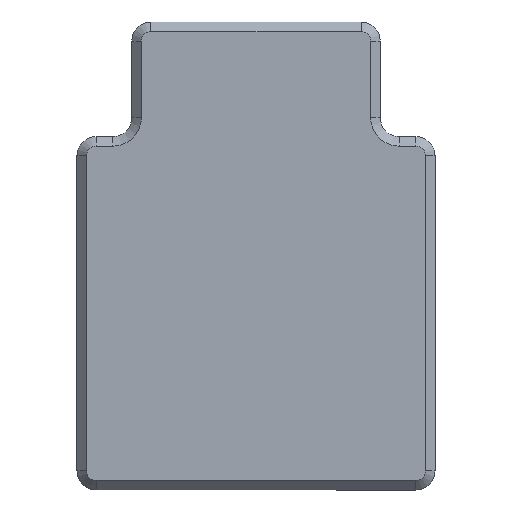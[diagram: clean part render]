
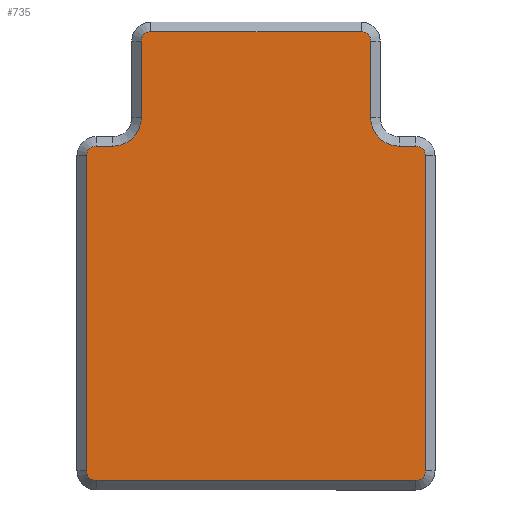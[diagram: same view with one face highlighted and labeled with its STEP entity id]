
A CAD part, front view. The second image highlights one B-rep face of the part: STEP entity #735.
In plain terms, the highlighted planar face has unit normal (0, -1, 0).
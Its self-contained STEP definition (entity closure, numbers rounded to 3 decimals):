
#37=PLANE('',#813);
#77=FACE_OUTER_BOUND('',#121,.T.);
#121=EDGE_LOOP('',(#591,#592,#593,#594,#595,#596,#597,#598,#599,#600,#601,
#602,#603,#604,#605,#606));
#144=CIRCLE('',#771,1.);
#146=CIRCLE('',#775,1.);
#148=CIRCLE('',#779,3.);
#150=CIRCLE('',#783,1.);
#152=CIRCLE('',#787,1.);
#154=CIRCLE('',#791,1.);
#156=CIRCLE('',#795,1.);
#158=CIRCLE('',#799,3.);
#169=LINE('',#1067,#249);
#173=LINE('',#1079,#253);
#177=LINE('',#1091,#257);
#181=LINE('',#1103,#261);
#185=LINE('',#1115,#265);
#189=LINE('',#1127,#269);
#193=LINE('',#1139,#273);
#197=LINE('',#1150,#277);
#249=VECTOR('',#849,10.);
#253=VECTOR('',#861,10.);
#257=VECTOR('',#873,10.);
#261=VECTOR('',#885,10.);
#265=VECTOR('',#897,10.);
#269=VECTOR('',#909,10.);
#273=VECTOR('',#921,10.);
#277=VECTOR('',#933,10.);
#327=VERTEX_POINT('',#1057);
#330=VERTEX_POINT('',#1062);
#331=VERTEX_POINT('',#1066);
#333=VERTEX_POINT('',#1072);
#335=VERTEX_POINT('',#1078);
#337=VERTEX_POINT('',#1084);
#339=VERTEX_POINT('',#1090);
#341=VERTEX_POINT('',#1096);
#343=VERTEX_POINT('',#1102);
#345=VERTEX_POINT('',#1108);
#347=VERTEX_POINT('',#1114);
#349=VERTEX_POINT('',#1120);
#351=VERTEX_POINT('',#1126);
#353=VERTEX_POINT('',#1132);
#355=VERTEX_POINT('',#1138);
#357=VERTEX_POINT('',#1144);
#394=EDGE_CURVE('',#330,#327,#144,.T.);
#395=EDGE_CURVE('',#327,#331,#169,.T.);
#400=EDGE_CURVE('',#331,#333,#146,.T.);
#401=EDGE_CURVE('',#333,#335,#173,.T.);
#406=EDGE_CURVE('',#335,#337,#148,.T.);
#407=EDGE_CURVE('',#337,#339,#177,.T.);
#412=EDGE_CURVE('',#339,#341,#150,.T.);
#413=EDGE_CURVE('',#341,#343,#181,.T.);
#418=EDGE_CURVE('',#343,#345,#152,.T.);
#419=EDGE_CURVE('',#345,#347,#185,.T.);
#424=EDGE_CURVE('',#347,#349,#154,.T.);
#425=EDGE_CURVE('',#349,#351,#189,.T.);
#430=EDGE_CURVE('',#351,#353,#156,.T.);
#431=EDGE_CURVE('',#353,#355,#193,.T.);
#436=EDGE_CURVE('',#355,#357,#158,.T.);
#437=EDGE_CURVE('',#357,#330,#197,.T.);
#591=ORIENTED_EDGE('',*,*,#394,.F.);
#592=ORIENTED_EDGE('',*,*,#437,.F.);
#593=ORIENTED_EDGE('',*,*,#436,.F.);
#594=ORIENTED_EDGE('',*,*,#431,.F.);
#595=ORIENTED_EDGE('',*,*,#430,.F.);
#596=ORIENTED_EDGE('',*,*,#425,.F.);
#597=ORIENTED_EDGE('',*,*,#424,.F.);
#598=ORIENTED_EDGE('',*,*,#419,.F.);
#599=ORIENTED_EDGE('',*,*,#418,.F.);
#600=ORIENTED_EDGE('',*,*,#413,.F.);
#601=ORIENTED_EDGE('',*,*,#412,.F.);
#602=ORIENTED_EDGE('',*,*,#407,.F.);
#603=ORIENTED_EDGE('',*,*,#406,.F.);
#604=ORIENTED_EDGE('',*,*,#401,.F.);
#605=ORIENTED_EDGE('',*,*,#400,.F.);
#606=ORIENTED_EDGE('',*,*,#395,.F.);
#735=ADVANCED_FACE('',(#77),#37,.T.);
#771=AXIS2_PLACEMENT_3D('',#1064,#845,#846);
#775=AXIS2_PLACEMENT_3D('',#1076,#857,#858);
#779=AXIS2_PLACEMENT_3D('',#1088,#869,#870);
#783=AXIS2_PLACEMENT_3D('',#1100,#881,#882);
#787=AXIS2_PLACEMENT_3D('',#1112,#893,#894);
#791=AXIS2_PLACEMENT_3D('',#1124,#905,#906);
#795=AXIS2_PLACEMENT_3D('',#1136,#917,#918);
#799=AXIS2_PLACEMENT_3D('',#1148,#929,#930);
#813=AXIS2_PLACEMENT_3D('',#1186,#972,#973);
#845=DIRECTION('center_axis',(0.,1.,0.));
#846=DIRECTION('ref_axis',(-0.707,0.,0.707));
#849=DIRECTION('',(1.,0.,0.));
#857=DIRECTION('center_axis',(0.,1.,0.));
#858=DIRECTION('ref_axis',(0.707,0.,0.707));
#861=DIRECTION('',(0.,0.,-1.));
#869=DIRECTION('center_axis',(0.,-1.,0.));
#870=DIRECTION('ref_axis',(-0.707,0.,-0.707));
#873=DIRECTION('',(1.,0.,0.));
#881=DIRECTION('center_axis',(0.,1.,0.));
#882=DIRECTION('ref_axis',(0.707,0.,0.707));
#885=DIRECTION('',(0.,0.,-1.));
#893=DIRECTION('center_axis',(0.,1.,0.));
#894=DIRECTION('ref_axis',(0.707,0.,-0.707));
#897=DIRECTION('',(-1.,0.,0.));
#905=DIRECTION('center_axis',(0.,1.,0.));
#906=DIRECTION('ref_axis',(-0.707,0.,-0.707));
#909=DIRECTION('',(0.,0.,1.));
#917=DIRECTION('center_axis',(0.,1.,0.));
#918=DIRECTION('ref_axis',(-0.707,0.,0.707));
#921=DIRECTION('',(1.,0.,0.));
#929=DIRECTION('center_axis',(0.,-1.,0.));
#930=DIRECTION('ref_axis',(0.707,0.,-0.707));
#933=DIRECTION('',(0.,0.,1.));
#972=DIRECTION('center_axis',(0.,-1.,0.));
#973=DIRECTION('ref_axis',(0.,0.,-1.));
#1057=CARTESIAN_POINT('',(5.75,-2.,46.));
#1062=CARTESIAN_POINT('',(4.75,-2.,45.));
#1064=CARTESIAN_POINT('Origin',(5.75,-2.,45.));
#1066=CARTESIAN_POINT('',(27.75,-2.,46.));
#1067=CARTESIAN_POINT('',(23.25,-2.,46.));
#1072=CARTESIAN_POINT('',(28.75,-2.,45.));
#1076=CARTESIAN_POINT('Origin',(27.75,-2.,45.));
#1078=CARTESIAN_POINT('',(28.75,-2.,37.));
#1079=CARTESIAN_POINT('',(28.75,-2.,28.75));
#1084=CARTESIAN_POINT('',(31.75,-2.,34.));
#1088=CARTESIAN_POINT('Origin',(31.75,-2.,37.));
#1090=CARTESIAN_POINT('',(33.5,-2.,34.));
#1091=CARTESIAN_POINT('',(26.125,-2.,34.));
#1096=CARTESIAN_POINT('',(34.5,-2.,33.));
#1100=CARTESIAN_POINT('Origin',(33.5,-2.,33.));
#1102=CARTESIAN_POINT('',(34.5,-2.,0.));
#1103=CARTESIAN_POINT('',(34.5,-2.,10.25));
#1108=CARTESIAN_POINT('',(33.5,-2.,-1.));
#1112=CARTESIAN_POINT('Origin',(33.5,-2.,0.));
#1114=CARTESIAN_POINT('',(0.,-2.,-1.));
#1115=CARTESIAN_POINT('',(7.375,-2.,-1.));
#1120=CARTESIAN_POINT('',(-1.,-2.,0.));
#1124=CARTESIAN_POINT('Origin',(0.,-2.,0.));
#1126=CARTESIAN_POINT('',(-1.,-2.,33.));
#1127=CARTESIAN_POINT('',(-1.,-2.,28.75));
#1132=CARTESIAN_POINT('',(0.,-2.,34.));
#1136=CARTESIAN_POINT('Origin',(0.,-2.,33.));
#1138=CARTESIAN_POINT('',(1.75,-2.,34.));
#1139=CARTESIAN_POINT('',(10.25,-2.,34.));
#1144=CARTESIAN_POINT('',(4.75,-2.,37.));
#1148=CARTESIAN_POINT('Origin',(1.75,-2.,37.));
#1150=CARTESIAN_POINT('',(4.75,-2.,34.75));
#1186=CARTESIAN_POINT('Origin',(16.75,-2.,22.5));
